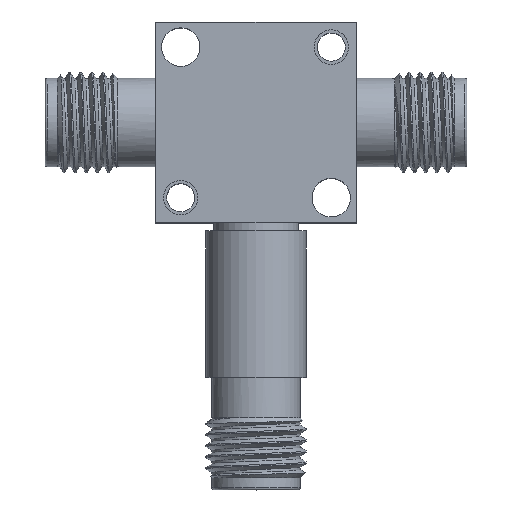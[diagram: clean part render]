
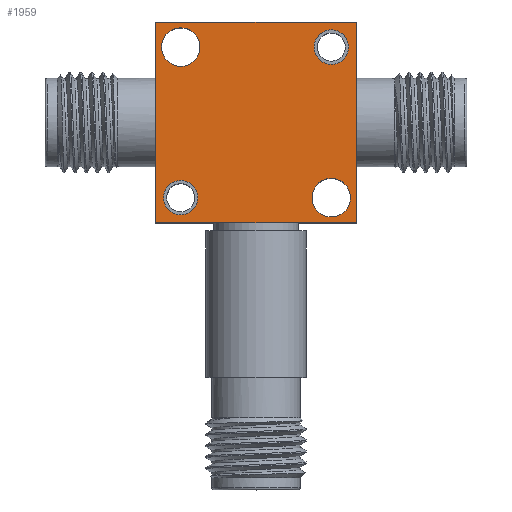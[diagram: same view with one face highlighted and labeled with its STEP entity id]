
A CAD part, top view. The second image highlights one B-rep face of the part: STEP entity #1959.
In plain terms, the highlighted planar face has unit normal (0, 0, 1).
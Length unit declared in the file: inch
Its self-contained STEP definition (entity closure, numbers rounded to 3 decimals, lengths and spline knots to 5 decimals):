
#276 = EDGE_CURVE ( 'NONE', #3562, #3562, #6142, .T. ) ;
#581 = VERTEX_POINT ( 'NONE', #3665 ) ;
#591 = CIRCLE ( 'NONE', #2479, 0.048 ) ;
#743 = FACE_BOUND ( 'NONE', #3953, .T. ) ;
#816 = LINE ( 'NONE', #3077, #6374 ) ;
#817 = VERTEX_POINT ( 'NONE', #4913 ) ;
#847 = DIRECTION ( 'NONE',  ( 1., 0., 0. ) ) ;
#855 = EDGE_LOOP ( 'NONE', ( #5862, #6655, #2984, #1066 ) ) ;
#910 = VERTEX_POINT ( 'NONE', #2240 ) ;
#1066 = ORIENTED_EDGE ( 'NONE', *, *, #5125, .T. ) ;
#1299 = AXIS2_PLACEMENT_3D ( 'NONE', #4918, #6668, #6551 ) ;
#1369 = FACE_BOUND ( 'NONE', #2635, .T. ) ;
#1409 = DIRECTION ( 'NONE',  ( 0., -1., 0. ) ) ;
#1446 = DIRECTION ( 'NONE',  ( 1., 0., 0. ) ) ;
#1459 = EDGE_CURVE ( 'NONE', #817, #817, #3775, .T. ) ;
#1520 = CARTESIAN_POINT ( 'NONE',  ( -0.1875, -0.1875, 0.1875 ) ) ;
#1613 = EDGE_LOOP ( 'NONE', ( #4597 ) ) ;
#1937 = PLANE ( 'NONE',  #5789 ) ;
#1959 = ADVANCED_FACE ( 'NONE', ( #3592, #1369, #3150, #743, #3626 ), #1937, .F. ) ;
#1961 = EDGE_CURVE ( 'NONE', #5610, #5962, #816, .T. ) ;
#2009 = EDGE_CURVE ( 'NONE', #6477, #6477, #591, .T. ) ;
#2032 = VECTOR ( 'NONE', #4372, 39.37008 ) ;
#2086 = CARTESIAN_POINT ( 'NONE',  ( -0.25, 0.25, 0.1875 ) ) ;
#2111 = CARTESIAN_POINT ( 'NONE',  ( 0.2355, -0.1875, 0.1875 ) ) ;
#2240 = CARTESIAN_POINT ( 'NONE',  ( 0.25, -0.25, 0.1875 ) ) ;
#2424 = LINE ( 'NONE', #5788, #4722 ) ;
#2479 = AXIS2_PLACEMENT_3D ( 'NONE', #6362, #5288, #847 ) ;
#2524 = CARTESIAN_POINT ( 'NONE',  ( -0.1445, -0.1875, 0.1875 ) ) ;
#2605 = CIRCLE ( 'NONE', #4250, 0.043 ) ;
#2635 = EDGE_LOOP ( 'NONE', ( #3230 ) ) ;
#2721 = CARTESIAN_POINT ( 'NONE',  ( 0.1875, 0.1875, 0.1875 ) ) ;
#2984 = ORIENTED_EDGE ( 'NONE', *, *, #1961, .T. ) ;
#3005 = DIRECTION ( 'NONE',  ( 0., 0., -1. ) ) ;
#3077 = CARTESIAN_POINT ( 'NONE',  ( -0.25, -0.25, 0.1875 ) ) ;
#3081 = VECTOR ( 'NONE', #7242, 39.37008 ) ;
#3150 = FACE_BOUND ( 'NONE', #5973, .T. ) ;
#3230 = ORIENTED_EDGE ( 'NONE', *, *, #3890, .F. ) ;
#3498 = EDGE_CURVE ( 'NONE', #910, #581, #2424, .T. ) ;
#3562 = VERTEX_POINT ( 'NONE', #2524 ) ;
#3592 = FACE_OUTER_BOUND ( 'NONE', #855, .T. ) ;
#3626 = FACE_BOUND ( 'NONE', #1613, .T. ) ;
#3648 = ORIENTED_EDGE ( 'NONE', *, *, #1459, .F. ) ;
#3665 = CARTESIAN_POINT ( 'NONE',  ( 0.25, 0.25, 0.1875 ) ) ;
#3775 = CIRCLE ( 'NONE', #1299, 0.048 ) ;
#3794 = DIRECTION ( 'NONE',  ( 1., 0., 0. ) ) ;
#3890 = EDGE_CURVE ( 'NONE', #5511, #5511, #2605, .T. ) ;
#3953 = EDGE_LOOP ( 'NONE', ( #3648 ) ) ;
#3954 = CARTESIAN_POINT ( 'NONE',  ( -0.25, -0.25, 0.1875 ) ) ;
#4122 = DIRECTION ( 'NONE',  ( 0., 1., 0. ) ) ;
#4250 = AXIS2_PLACEMENT_3D ( 'NONE', #2721, #4978, #3794 ) ;
#4372 = DIRECTION ( 'NONE',  ( -1., 0., 0. ) ) ;
#4511 = CARTESIAN_POINT ( 'NONE',  ( 0.2305, 0.1875, 0.1875 ) ) ;
#4594 = AXIS2_PLACEMENT_3D ( 'NONE', #1520, #4919, #1446 ) ;
#4597 = ORIENTED_EDGE ( 'NONE', *, *, #2009, .F. ) ;
#4722 = VECTOR ( 'NONE', #4122, 39.37008 ) ;
#4810 = ORIENTED_EDGE ( 'NONE', *, *, #276, .F. ) ;
#4887 = LINE ( 'NONE', #2086, #2032 ) ;
#4913 = CARTESIAN_POINT ( 'NONE',  ( -0.1395, 0.1875, 0.1875 ) ) ;
#4918 = CARTESIAN_POINT ( 'NONE',  ( -0.1875, 0.1875, 0.1875 ) ) ;
#4919 = DIRECTION ( 'NONE',  ( 0., 0., 1. ) ) ;
#4978 = DIRECTION ( 'NONE',  ( 0., 0., 1. ) ) ;
#4988 = LINE ( 'NONE', #3954, #3081 ) ;
#5125 = EDGE_CURVE ( 'NONE', #5962, #910, #4988, .T. ) ;
#5260 = DIRECTION ( 'NONE',  ( 0., -1., 0. ) ) ;
#5288 = DIRECTION ( 'NONE',  ( 0., 0., 1. ) ) ;
#5511 = VERTEX_POINT ( 'NONE', #4511 ) ;
#5610 = VERTEX_POINT ( 'NONE', #6556 ) ;
#5722 = EDGE_CURVE ( 'NONE', #581, #5610, #4887, .T. ) ;
#5788 = CARTESIAN_POINT ( 'NONE',  ( 0.25, -0.25, 0.1875 ) ) ;
#5789 = AXIS2_PLACEMENT_3D ( 'NONE', #6476, #3005, #5260 ) ;
#5862 = ORIENTED_EDGE ( 'NONE', *, *, #3498, .T. ) ;
#5962 = VERTEX_POINT ( 'NONE', #6749 ) ;
#5973 = EDGE_LOOP ( 'NONE', ( #4810 ) ) ;
#6142 = CIRCLE ( 'NONE', #4594, 0.043 ) ;
#6362 = CARTESIAN_POINT ( 'NONE',  ( 0.1875, -0.1875, 0.1875 ) ) ;
#6374 = VECTOR ( 'NONE', #1409, 39.37008 ) ;
#6476 = CARTESIAN_POINT ( 'NONE',  ( 0., 0., 0.1875 ) ) ;
#6477 = VERTEX_POINT ( 'NONE', #2111 ) ;
#6551 = DIRECTION ( 'NONE',  ( 1., 0., 0. ) ) ;
#6556 = CARTESIAN_POINT ( 'NONE',  ( -0.25, 0.25, 0.1875 ) ) ;
#6655 = ORIENTED_EDGE ( 'NONE', *, *, #5722, .T. ) ;
#6668 = DIRECTION ( 'NONE',  ( 0., 0., 1. ) ) ;
#6749 = CARTESIAN_POINT ( 'NONE',  ( -0.25, -0.25, 0.1875 ) ) ;
#7242 = DIRECTION ( 'NONE',  ( 1., 0., 0. ) ) ;
